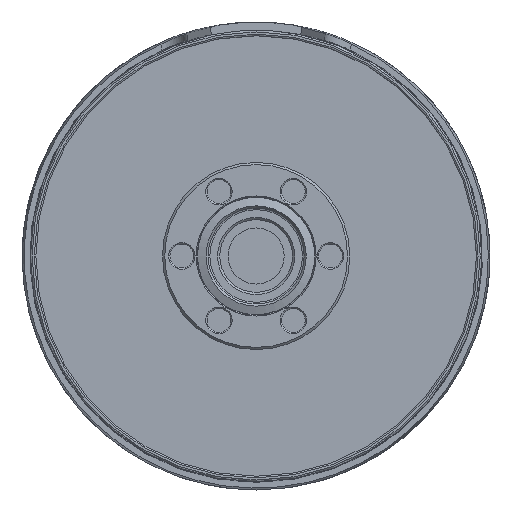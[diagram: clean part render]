
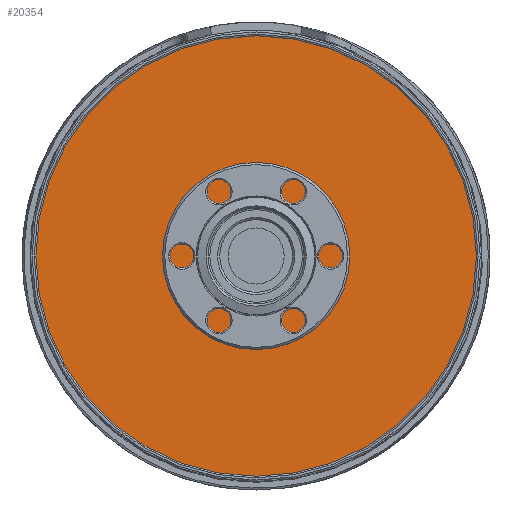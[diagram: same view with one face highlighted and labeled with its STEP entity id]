
A CAD part, front view. The second image highlights one B-rep face of the part: STEP entity #20354.
In plain terms, the highlighted planar face has unit normal (0, -1, 0).
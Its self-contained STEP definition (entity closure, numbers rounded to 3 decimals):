
#475=FACE_BOUND('',#3393,.T.);
#958=CIRCLE('',#21931,40.);
#959=CIRCLE('',#21932,6.35);
#2271=FACE_OUTER_BOUND('',#3392,.T.);
#3392=EDGE_LOOP('',(#16099));
#3393=EDGE_LOOP('',(#16100));
#8958=VERTEX_POINT('',#33892);
#8959=VERTEX_POINT('',#33894);
#11475=EDGE_CURVE('',#8958,#8958,#958,.T.);
#11476=EDGE_CURVE('',#8959,#8959,#959,.T.);
#16099=ORIENTED_EDGE('',*,*,#11475,.T.);
#16100=ORIENTED_EDGE('',*,*,#11476,.F.);
#18473=PLANE('',#21930);
#20354=ADVANCED_FACE('',(#2271,#475),#18473,.F.);
#21930=AXIS2_PLACEMENT_3D('',#33891,#26317,#26318);
#21931=AXIS2_PLACEMENT_3D('',#33893,#26319,#26320);
#21932=AXIS2_PLACEMENT_3D('',#33895,#26321,#26322);
#26317=DIRECTION('center_axis',(0.,1.,0.));
#26318=DIRECTION('ref_axis',(1.,0.,0.));
#26319=DIRECTION('center_axis',(0.,-1.,0.));
#26320=DIRECTION('ref_axis',(1.,0.,0.));
#26321=DIRECTION('center_axis',(0.,-1.,0.));
#26322=DIRECTION('ref_axis',(-1.,0.,0.));
#33891=CARTESIAN_POINT('Origin',(0.,-68.8,
0.));
#33892=CARTESIAN_POINT('',(-40.,-68.8,0.));
#33893=CARTESIAN_POINT('Origin',(0.,-68.8,
0.));
#33894=CARTESIAN_POINT('',(6.35,-68.8,0.));
#33895=CARTESIAN_POINT('Origin',(0.,-68.8,
0.));
